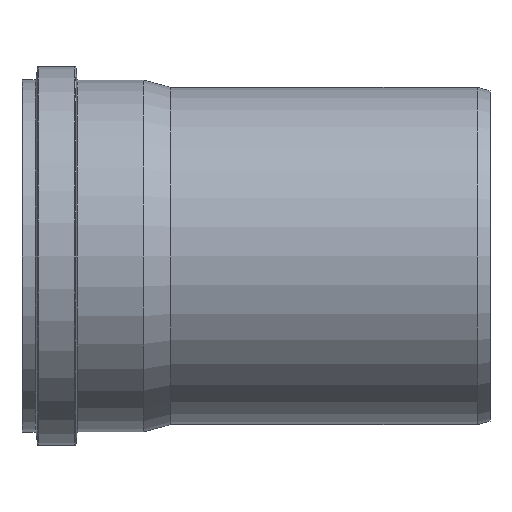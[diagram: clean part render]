
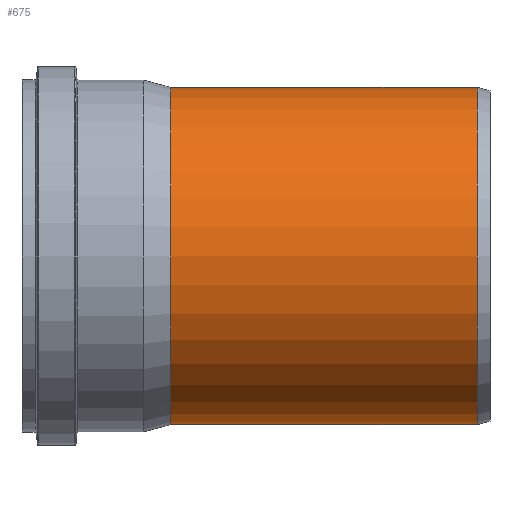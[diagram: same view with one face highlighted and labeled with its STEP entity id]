
A CAD part, left-side view. The second image highlights one B-rep face of the part: STEP entity #675.
In plain terms, the highlighted cylindrical face has radius 157.8 mm (diameter 315.6 mm), a full revolution.
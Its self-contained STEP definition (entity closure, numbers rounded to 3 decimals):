
#72=FACE_BOUND('',#224,.T.);
#73=FACE_BOUND('',#225,.T.);
#134=CYLINDRICAL_SURFACE('',#745,157.8);
#156=FACE_OUTER_BOUND('',#223,.T.);
#223=EDGE_LOOP('',(#551));
#224=EDGE_LOOP('',(#552));
#225=EDGE_LOOP('',(#553));
#343=B_SPLINE_CURVE_WITH_KNOTS('',3,(#1474,#1475,#1476,#1477,#1478,#1479,
#1480,#1481,#1482,#1483,#1484,#1485,#1486,#1487,#1488,#1489,#1490,#1491,
#1492,#1493,#1494,#1495,#1496,#1497,#1498,#1499),.UNSPECIFIED.,.T.,.F.,
(4,1,1,1,1,1,1,1,1,1,1,1,1,1,1,1,1,1,1,1,1,1,1,4),(-37.206,-35.877,
-34.549,-31.891,-30.119,-28.348,
-27.462,-26.576,-24.804,-23.032,
-21.261,-19.489,-17.717,-15.946,
-14.174,-12.402,-10.63,-9.302,
-7.973,-6.644,-5.315,-2.658,
-1.329,0.),.UNSPECIFIED.);
#350=CIRCLE('',#746,157.8);
#351=CIRCLE('',#747,157.8);
#411=VERTEX_POINT('',#1445);
#414=VERTEX_POINT('',#1504);
#415=VERTEX_POINT('',#1506);
#478=EDGE_CURVE('',#411,#411,#343,.T.);
#480=EDGE_CURVE('',#414,#414,#350,.T.);
#481=EDGE_CURVE('',#415,#415,#351,.T.);
#551=ORIENTED_EDGE('',*,*,#480,.T.);
#552=ORIENTED_EDGE('',*,*,#481,.F.);
#553=ORIENTED_EDGE('',*,*,#478,.F.);
#675=ADVANCED_FACE('',(#156,#72,#73),#134,.T.);
#745=AXIS2_PLACEMENT_3D('',#1503,#883,#884);
#746=AXIS2_PLACEMENT_3D('',#1505,#885,#886);
#747=AXIS2_PLACEMENT_3D('',#1507,#887,#888);
#883=DIRECTION('center_axis',(0.,-1.,0.));
#884=DIRECTION('ref_axis',(1.,0.,0.));
#885=DIRECTION('center_axis',(0.,-1.,0.));
#886=DIRECTION('ref_axis',(1.,0.,0.));
#887=DIRECTION('center_axis',(0.,-1.,0.));
#888=DIRECTION('ref_axis',(1.,0.,0.));
#1445=CARTESIAN_POINT('',(145.051,-85.599,-62.138));
#1474=CARTESIAN_POINT('Ctrl Pts',(145.051,-85.599,-62.138));
#1475=CARTESIAN_POINT('Ctrl Pts',(144.952,-80.843,-62.368));
#1476=CARTESIAN_POINT('Ctrl Pts',(145.221,-71.268,-61.753));
#1477=CARTESIAN_POINT('Ctrl Pts',(147.456,-52.996,-56.39));
#1478=CARTESIAN_POINT('Ctrl Pts',(151.75,-36.151,-44.55));
#1479=CARTESIAN_POINT('Ctrl Pts',(155.896,-23.906,-26.411));
#1480=CARTESIAN_POINT('Ctrl Pts',(157.619,-19.369,-11.27));
#1481=CARTESIAN_POINT('Ctrl Pts',(157.887,-18.665,1.298));
#1482=CARTESIAN_POINT('Ctrl Pts',(157.413,-19.908,13.817));
#1483=CARTESIAN_POINT('Ctrl Pts',(155.472,-25.07,28.732));
#1484=CARTESIAN_POINT('Ctrl Pts',(151.802,-36.186,43.824));
#1485=CARTESIAN_POINT('Ctrl Pts',(147.969,-51.183,55.103));
#1486=CARTESIAN_POINT('Ctrl Pts',(145.235,-69.04,61.74));
#1487=CARTESIAN_POINT('Ctrl Pts',(144.709,-88.313,62.918));
#1488=CARTESIAN_POINT('Ctrl Pts',(146.683,-106.956,58.345));
#1489=CARTESIAN_POINT('Ctrl Pts',(150.296,-123.111,48.621));
#1490=CARTESIAN_POINT('Ctrl Pts',(154.223,-135.596,34.682));
#1491=CARTESIAN_POINT('Ctrl Pts',(156.931,-142.821,18.989));
#1492=CARTESIAN_POINT('Ctrl Pts',(157.975,-145.454,3.444));
#1493=CARTESIAN_POINT('Ctrl Pts',(157.644,-144.626,-10.744));
#1494=CARTESIAN_POINT('Ctrl Pts',(156.1,-140.651,-24.315));
#1495=CARTESIAN_POINT('Ctrl Pts',(152.841,-131.53,-40.651));
#1496=CARTESIAN_POINT('Ctrl Pts',(148.674,-117.344,-53.23));
#1497=CARTESIAN_POINT('Ctrl Pts',(145.811,-99.805,-60.373));
#1498=CARTESIAN_POINT('Ctrl Pts',(145.149,-90.356,-61.908));
#1499=CARTESIAN_POINT('Ctrl Pts',(145.051,-85.599,-62.138));
#1503=CARTESIAN_POINT('Origin',(0.,-143.466,0.));
#1504=CARTESIAN_POINT('',(157.8,0.,0.));
#1505=CARTESIAN_POINT('Origin',(0.,0.,0.));
#1506=CARTESIAN_POINT('',(157.8,-286.931,0.));
#1507=CARTESIAN_POINT('Origin',(0.,-286.931,0.));
